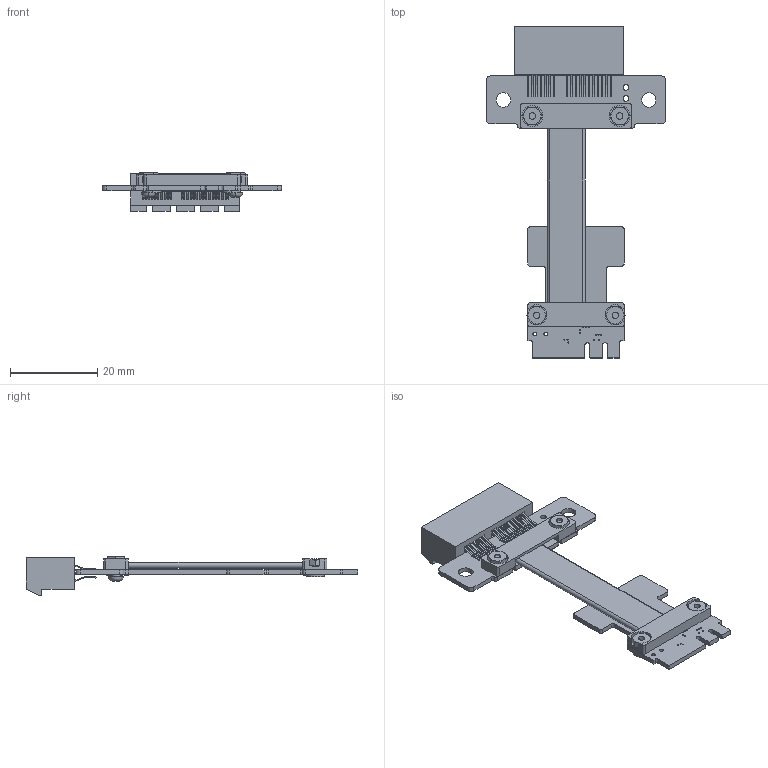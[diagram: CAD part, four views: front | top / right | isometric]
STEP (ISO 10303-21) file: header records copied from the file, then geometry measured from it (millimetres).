
FILE_DESCRIPTION(('Open CASCADE Model'),'2;1');
FILE_NAME('Open CASCADE Shape Model','2020-03-21T02:33:08',('Author'),( 'Open CASCADE'),'Open CASCADE STEP processor 6.8','Open CASCADE 6.8' ,'Unknown');
FILE_SCHEMA(('AUTOMOTIVE_DESIGN { 1 0 10303 214 1 1 1 1 }'));
Length unit declared in the file: millimetre
Products named in the file (40): PCB; Board; Open CASCADE STEP translator 6.8 1.1.1; Free-Models; cable13pin-43n-20161231_RGB4078660; PCIe_x1_標啣敕諳_PCIE-036-02-S-D-EMS2_RGB4404530; _PCIE-036-02-S-D-EMS2_body; _PCIE-036-02-S-D-EMS2_pins1; Hexagon_nut_ISO_4032_(DIN_934)_-_M2_RGB9411503; RP11S-PAD; G0033_RGB9411503; Tape14x5_RGB0; RP55S-PAD; G0030_RGB9411503
Assembly tree (45 placements, depth 4):
  PCB
    Board
      Open CASCADE STEP translator 6.8 1.1.1
    Free-Models
      cable13pin-43n-20161231_RGB4078660
      cable13pin-43n-20161231_RGB4078660
      cable13pin-43n-20161231_RGB4078660
      cable13pin-43n-20161231_RGB4078660
      cable13pin-43n-20161231_RGB4078660
      cable13pin-43n-20161231_RGB4078660
      cable13pin-43n-20161231_RGB4078660
      cable13pin-43n-20161231_RGB4078660
      cable13pin-43n-20161231_RGB4078660
      cable13pin-43n-20161231_RGB4078660
      cable13pin-43n-20161231_RGB4078660
      cable13pin-43n-20161231_RGB4078660
      cable13pin-43n-20161231_RGB4078660
      cable13pin-43n-20161231_RGB4078660
      cable13pin-43n-20161231_RGB4078660
      cable13pin-43n-20161231_RGB4078660
      cable13pin-43n-20161231_RGB4078660
      cable13pin-43n-20161231_RGB4078660
      cable13pin-43n-20161231_RGB4078660
      cable13pin-43n-20161231_RGB4078660
      cable13pin-43n-20161231_RGB4078660
      cable13pin-43n-20161231_RGB4078660
      cable13pin-43n-20161231_RGB4078660
      cable13pin-43n-20161231_RGB4078660
      cable13pin-43n-20161231_RGB4078660
      cable13pin-43n-20161231_RGB4078660
      cable13pin-43n-20161231_RGB4078660
      PCIe_x1_標啣敕諳_PCIE-036-02-S-D-EMS2_RGB4404530
        _PCIE-036-02-S-D-EMS2_body
        _PCIE-036-02-S-D-EMS2_pins1
      Hexagon_nut_ISO_4032_(DIN_934)_-_M2_RGB9411503  x4
      RP11S-PAD
      G0033_RGB9411503  x2
      Tape14x5_RGB0  x2
      RP55S-PAD
      G0030_RGB9411503  x2
Bounding box: 41.05 x 76.04 x 8.85 mm (x, y, z)
Volume: 3454.6 mm3; surface area: 9731.5 mm2
Topology: 42 solids, 42 shells, 2071 faces, 6034 edges, 3986 vertices
Faces by surface type: plane 1314, cylinder 671, cone 48, torus 26, bspline 8, revolution 4
Full cylindrical faces by diameter (mm): 0.254 x16, 0.4 x65, 0.6 x40, 0.9 x2, 1.3 x2, 2.2 x8, 3.3 x2, 4.8 x2
Entity records: 83461 total; most frequent: CARTESIAN_POINT 12890, ORIENTED_EDGE 11444, DIRECTION 10809, EDGE_CURVE 5722, LINE 4261, VECTOR 4261, VERTEX_POINT 3791, AXIS2_PLACEMENT_3D 3273
